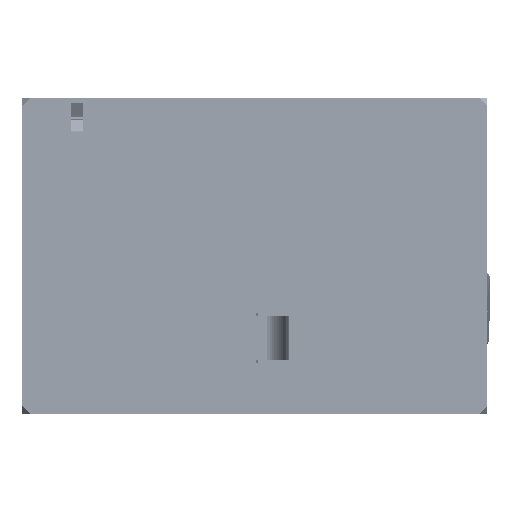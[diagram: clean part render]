
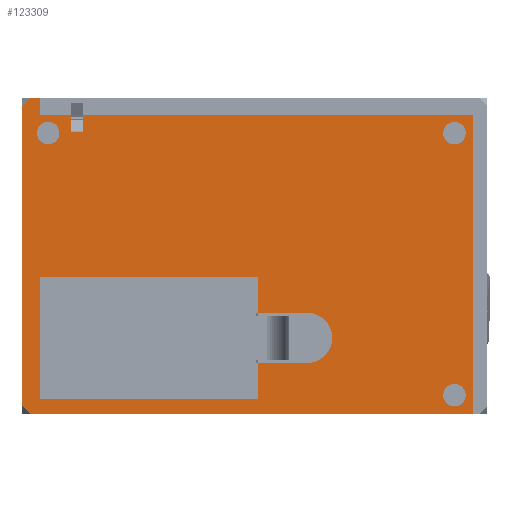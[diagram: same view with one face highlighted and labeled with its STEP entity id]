
A CAD part, front view. The second image highlights one B-rep face of the part: STEP entity #123309.
In plain terms, the highlighted planar face has unit normal (0, -1, 0).
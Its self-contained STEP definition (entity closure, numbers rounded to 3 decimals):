
#3487=CIRCLE('',#132527,7.);
#3488=CIRCLE('',#132528,3.125);
#3489=CIRCLE('',#132529,3.125);
#3490=CIRCLE('',#132530,3.125);
#4442=FACE_BOUND('',#21570,.T.);
#4443=FACE_BOUND('',#21571,.T.);
#4444=FACE_BOUND('',#21572,.T.);
#4445=FACE_BOUND('',#21573,.T.);
#12733=FACE_OUTER_BOUND('',#21569,.T.);
#21569=EDGE_LOOP('',(#106282,#106283,#106284,#106285,#106286,#106287,#106288,
#106289,#106290,#106291,#106292,#106293));
#21570=EDGE_LOOP('',(#106294,#106295,#106296,#106297,#106298,#106299,#106300,
#106301));
#21571=EDGE_LOOP('',(#106302));
#21572=EDGE_LOOP('',(#106303));
#21573=EDGE_LOOP('',(#106304));
#35432=LINE('',#218986,#49407);
#35433=LINE('',#218988,#49408);
#35434=LINE('',#218990,#49409);
#35435=LINE('',#218992,#49410);
#35436=LINE('',#218994,#49411);
#35437=LINE('',#218996,#49412);
#35438=LINE('',#218998,#49413);
#35439=LINE('',#219000,#49414);
#35440=LINE('',#219002,#49415);
#35441=LINE('',#219004,#49416);
#35442=LINE('',#219006,#49417);
#35443=LINE('',#219007,#49418);
#35444=LINE('',#219010,#49419);
#35445=LINE('',#219012,#49420);
#35446=LINE('',#219014,#49421);
#35447=LINE('',#219016,#49422);
#35448=LINE('',#219018,#49423);
#35449=LINE('',#219020,#49424);
#35450=LINE('',#219022,#49425);
#49407=VECTOR('',#164219,10.);
#49408=VECTOR('',#164220,10.);
#49409=VECTOR('',#164221,10.);
#49410=VECTOR('',#164222,10.);
#49411=VECTOR('',#164223,10.);
#49412=VECTOR('',#164224,10.);
#49413=VECTOR('',#164225,10.);
#49414=VECTOR('',#164226,10.);
#49415=VECTOR('',#164227,10.);
#49416=VECTOR('',#164228,10.);
#49417=VECTOR('',#164229,10.);
#49418=VECTOR('',#164230,10.);
#49419=VECTOR('',#164231,10.);
#49420=VECTOR('',#164232,10.);
#49421=VECTOR('',#164233,10.);
#49422=VECTOR('',#164234,10.);
#49423=VECTOR('',#164235,10.);
#49424=VECTOR('',#164236,10.);
#49425=VECTOR('',#164237,10.);
#57621=VERTEX_POINT('',#218984);
#57622=VERTEX_POINT('',#218985);
#57623=VERTEX_POINT('',#218987);
#57624=VERTEX_POINT('',#218989);
#57625=VERTEX_POINT('',#218991);
#57626=VERTEX_POINT('',#218993);
#57627=VERTEX_POINT('',#218995);
#57628=VERTEX_POINT('',#218997);
#57629=VERTEX_POINT('',#218999);
#57630=VERTEX_POINT('',#219001);
#57631=VERTEX_POINT('',#219003);
#57632=VERTEX_POINT('',#219005);
#57633=VERTEX_POINT('',#219008);
#57634=VERTEX_POINT('',#219009);
#57635=VERTEX_POINT('',#219011);
#57636=VERTEX_POINT('',#219013);
#57637=VERTEX_POINT('',#219015);
#57638=VERTEX_POINT('',#219017);
#57639=VERTEX_POINT('',#219019);
#57640=VERTEX_POINT('',#219021);
#57641=VERTEX_POINT('',#219024);
#57642=VERTEX_POINT('',#219026);
#57643=VERTEX_POINT('',#219028);
#73870=EDGE_CURVE('',#57621,#57622,#35432,.T.);
#73871=EDGE_CURVE('',#57623,#57622,#35433,.T.);
#73872=EDGE_CURVE('',#57623,#57624,#35434,.T.);
#73873=EDGE_CURVE('',#57624,#57625,#35435,.T.);
#73874=EDGE_CURVE('',#57625,#57626,#35436,.T.);
#73875=EDGE_CURVE('',#57626,#57627,#35437,.T.);
#73876=EDGE_CURVE('',#57627,#57628,#35438,.T.);
#73877=EDGE_CURVE('',#57628,#57629,#35439,.T.);
#73878=EDGE_CURVE('',#57630,#57629,#35440,.T.);
#73879=EDGE_CURVE('',#57630,#57631,#35441,.F.);
#73880=EDGE_CURVE('',#57631,#57632,#35442,.T.);
#73881=EDGE_CURVE('',#57621,#57632,#35443,.T.);
#73882=EDGE_CURVE('',#57633,#57634,#35444,.T.);
#73883=EDGE_CURVE('',#57634,#57635,#35445,.T.);
#73884=EDGE_CURVE('',#57635,#57636,#35446,.T.);
#73885=EDGE_CURVE('',#57636,#57637,#35447,.T.);
#73886=EDGE_CURVE('',#57637,#57638,#35448,.T.);
#73887=EDGE_CURVE('',#57638,#57639,#35449,.T.);
#73888=EDGE_CURVE('',#57639,#57640,#35450,.T.);
#73889=EDGE_CURVE('',#57640,#57633,#3487,.T.);
#73890=EDGE_CURVE('',#57641,#57641,#3488,.T.);
#73891=EDGE_CURVE('',#57642,#57642,#3489,.T.);
#73892=EDGE_CURVE('',#57643,#57643,#3490,.T.);
#106282=ORIENTED_EDGE('',*,*,#73870,.T.);
#106283=ORIENTED_EDGE('',*,*,#73871,.F.);
#106284=ORIENTED_EDGE('',*,*,#73872,.T.);
#106285=ORIENTED_EDGE('',*,*,#73873,.T.);
#106286=ORIENTED_EDGE('',*,*,#73874,.T.);
#106287=ORIENTED_EDGE('',*,*,#73875,.T.);
#106288=ORIENTED_EDGE('',*,*,#73876,.T.);
#106289=ORIENTED_EDGE('',*,*,#73877,.T.);
#106290=ORIENTED_EDGE('',*,*,#73878,.F.);
#106291=ORIENTED_EDGE('',*,*,#73879,.T.);
#106292=ORIENTED_EDGE('',*,*,#73880,.T.);
#106293=ORIENTED_EDGE('',*,*,#73881,.F.);
#106294=ORIENTED_EDGE('',*,*,#73882,.T.);
#106295=ORIENTED_EDGE('',*,*,#73883,.T.);
#106296=ORIENTED_EDGE('',*,*,#73884,.T.);
#106297=ORIENTED_EDGE('',*,*,#73885,.T.);
#106298=ORIENTED_EDGE('',*,*,#73886,.T.);
#106299=ORIENTED_EDGE('',*,*,#73887,.T.);
#106300=ORIENTED_EDGE('',*,*,#73888,.T.);
#106301=ORIENTED_EDGE('',*,*,#73889,.T.);
#106302=ORIENTED_EDGE('',*,*,#73890,.T.);
#106303=ORIENTED_EDGE('',*,*,#73891,.T.);
#106304=ORIENTED_EDGE('',*,*,#73892,.T.);
#113958=PLANE('',#132526);
#123309=ADVANCED_FACE('',(#12733,#4442,#4443,#4444,#4445),#113958,.T.);
#132526=AXIS2_PLACEMENT_3D('',#218983,#164217,#164218);
#132527=AXIS2_PLACEMENT_3D('',#219023,#164238,#164239);
#132528=AXIS2_PLACEMENT_3D('',#219025,#164240,#164241);
#132529=AXIS2_PLACEMENT_3D('',#219027,#164242,#164243);
#132530=AXIS2_PLACEMENT_3D('',#219029,#164244,#164245);
#164217=DIRECTION('center_axis',(0.,-1.,0.));
#164218=DIRECTION('ref_axis',(0.,0.,-1.));
#164219=DIRECTION('',(0.707,0.,-0.707));
#164220=DIRECTION('',(-1.,0.,0.));
#164221=DIRECTION('',(0.,0.,1.));
#164222=DIRECTION('',(-1.,0.,0.));
#164223=DIRECTION('',(0.,0.,-1.));
#164224=DIRECTION('',(-1.,0.,0.));
#164225=DIRECTION('',(0.,0.,1.));
#164226=DIRECTION('',(-1.,0.,0.));
#164227=DIRECTION('',(0.,0.,-1.));
#164228=DIRECTION('',(1.,0.,0.));
#164229=DIRECTION('',(-0.707,0.,-0.707));
#164230=DIRECTION('',(0.,0.,1.));
#164231=DIRECTION('',(-1.,0.,0.));
#164232=DIRECTION('',(0.,0.,-1.));
#164233=DIRECTION('',(-1.,0.,0.));
#164234=DIRECTION('',(0.,0.,1.));
#164235=DIRECTION('',(1.,0.,0.));
#164236=DIRECTION('',(0.,0.,-1.));
#164237=DIRECTION('',(1.,0.,0.));
#164238=DIRECTION('center_axis',(0.,1.,0.));
#164239=DIRECTION('ref_axis',(0.,0.,-1.));
#164240=DIRECTION('center_axis',(0.,1.,0.));
#164241=DIRECTION('ref_axis',(1.,0.,0.));
#164242=DIRECTION('center_axis',(0.,1.,0.));
#164243=DIRECTION('ref_axis',(1.,0.,0.));
#164244=DIRECTION('center_axis',(0.,1.,0.));
#164245=DIRECTION('ref_axis',(1.,0.,0.));
#218983=CARTESIAN_POINT('Origin',(6.861,2.201,22.453));
#218984=CARTESIAN_POINT('',(-60.139,2.201,-18.861));
#218985=CARTESIAN_POINT('',(-58.,2.201,-21.));
#218986=CARTESIAN_POINT('',(-53.145,2.201,-25.855));
#218987=CARTESIAN_POINT('',(64.861,2.201,-21.));
#218988=CARTESIAN_POINT('',(-55.139,2.201,-21.));
#218989=CARTESIAN_POINT('',(64.861,2.201,61.906));
#218990=CARTESIAN_POINT('',(64.861,2.201,0.726));
#218991=CARTESIAN_POINT('',(-43.139,2.201,61.906));
#218992=CARTESIAN_POINT('',(37.861,2.201,61.906));
#218993=CARTESIAN_POINT('',(-43.139,2.201,56.964));
#218994=CARTESIAN_POINT('',(-43.139,2.201,41.758));
#218995=CARTESIAN_POINT('',(-46.639,2.201,56.964));
#218996=CARTESIAN_POINT('',(-18.139,2.201,56.964));
#218997=CARTESIAN_POINT('',(-46.639,2.201,61.906));
#218998=CARTESIAN_POINT('',(-46.639,2.201,41.758));
#218999=CARTESIAN_POINT('',(-55.139,2.201,61.906));
#219000=CARTESIAN_POINT('',(37.861,2.201,61.906));
#219001=CARTESIAN_POINT('',(-55.139,2.201,66.406));
#219002=CARTESIAN_POINT('',(-55.139,2.201,65.906));
#219003=CARTESIAN_POINT('',(-58.,2.201,66.406));
#219004=CARTESIAN_POINT('',(-24.139,2.201,66.406));
#219005=CARTESIAN_POINT('',(-60.139,2.201,64.267));
#219006=CARTESIAN_POINT('',(-53.27,2.201,71.136));
#219007=CARTESIAN_POINT('',(-60.139,2.201,65.906));
#219008=CARTESIAN_POINT('',(18.861,2.201,-7.));
#219009=CARTESIAN_POINT('',(5.361,2.201,-7.));
#219010=CARTESIAN_POINT('',(11.111,2.201,-7.));
#219011=CARTESIAN_POINT('',(5.361,2.201,-17.));
#219012=CARTESIAN_POINT('',(5.361,2.201,2.726));
#219013=CARTESIAN_POINT('',(-55.139,2.201,-17.));
#219014=CARTESIAN_POINT('',(-24.139,2.201,-17.));
#219015=CARTESIAN_POINT('',(-55.139,2.201,17.));
#219016=CARTESIAN_POINT('',(-55.139,2.201,19.726));
#219017=CARTESIAN_POINT('',(5.361,2.201,17.));
#219018=CARTESIAN_POINT('',(6.111,2.201,17.));
#219019=CARTESIAN_POINT('',(5.361,2.201,7.));
#219020=CARTESIAN_POINT('',(5.361,2.201,2.726));
#219021=CARTESIAN_POINT('',(18.861,2.201,7.));
#219022=CARTESIAN_POINT('',(11.111,2.201,7.));
#219023=CARTESIAN_POINT('Origin',(18.861,2.201,0.));
#219024=CARTESIAN_POINT('',(56.611,2.201,56.781));
#219025=CARTESIAN_POINT('Origin',(59.736,2.201,56.781));
#219026=CARTESIAN_POINT('',(-56.,2.201,56.781));
#219027=CARTESIAN_POINT('Origin',(-52.875,2.201,56.781));
#219028=CARTESIAN_POINT('',(56.611,2.201,-15.875));
#219029=CARTESIAN_POINT('Origin',(59.736,2.201,-15.875));
